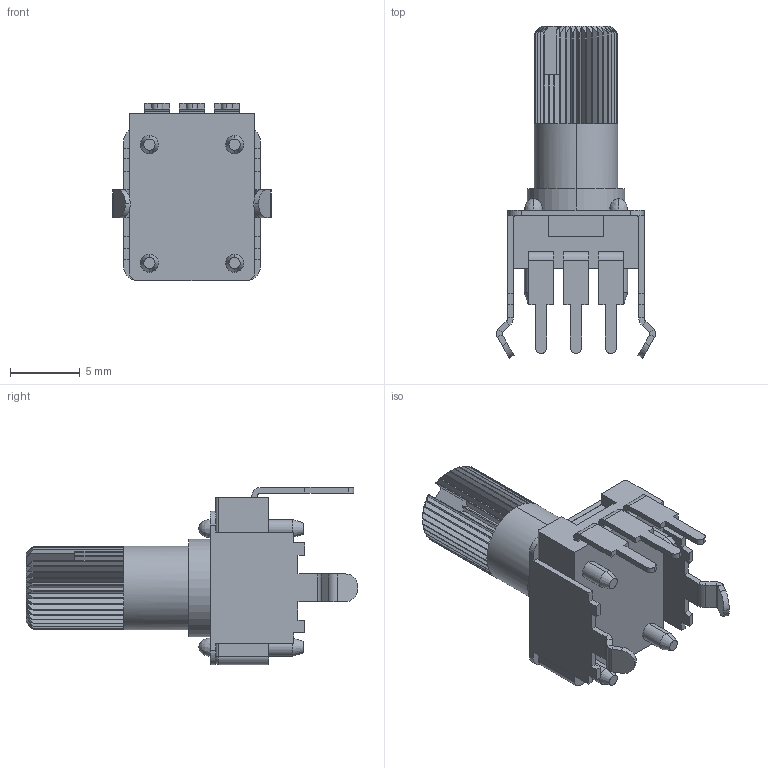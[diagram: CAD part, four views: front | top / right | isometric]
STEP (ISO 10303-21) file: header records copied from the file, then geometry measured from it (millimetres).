
FILE_DESCRIPTION (( 'STEP AP214' ), '1' );
FILE_NAME ('RV09AF-40-20K-A10K.STEP', '2025-04-11T09:04:59', ( 'LENOVO' ), ( '' ), 'SwSTEP 2.0', 'SolidWorks 2021', '' );
FILE_SCHEMA (( 'AUTOMOTIVE_DESIGN' ));
Length unit declared in the file: millimetre
Products named in the file (1): RV09AF-40-20K-A10K
Bounding box: 11.4 x 23.8 x 12.7 mm (x, y, z)
Volume: 872 mm3; surface area: 1528.3 mm2
Topology: 10 solids, 10 shells, 348 faces, 846 edges, 524 vertices
Faces by surface type: plane 243, cylinder 48, cone 47, bspline 8, torus 2
Entity records: 11185 total; most frequent: CARTESIAN_POINT 2997, ORIENTED_EDGE 1692, DIRECTION 1652, EDGE_CURVE 846, AXIS2_PLACEMENT_3D 567, VERTEX_POINT 524, LINE 518, VECTOR 518
